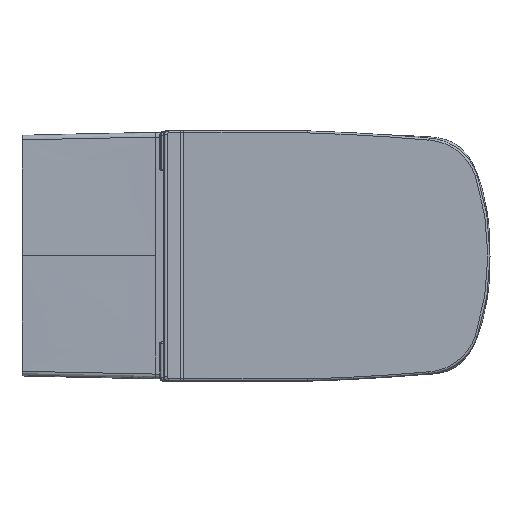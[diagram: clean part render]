
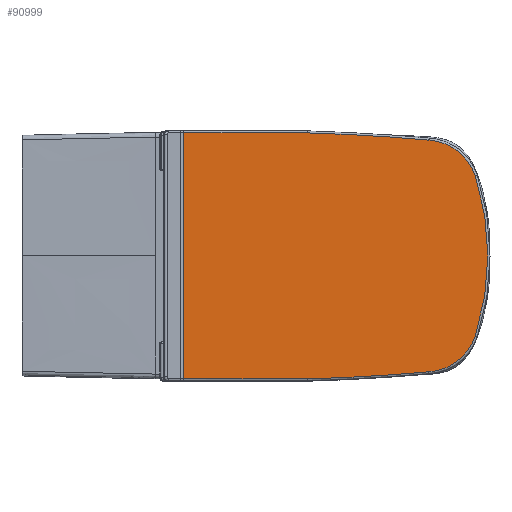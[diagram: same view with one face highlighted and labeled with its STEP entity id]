
A CAD part, top view. The second image highlights one B-rep face of the part: STEP entity #90999.
In plain terms, the highlighted face is planar.
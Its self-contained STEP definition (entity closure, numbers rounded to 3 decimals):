
#90443=CARTESIAN_POINT('',(-231.257,-5.689,66.744));
#90444=VERTEX_POINT('',#90443);
#90458=CARTESIAN_POINT('',(-162.092,-5.689,13.684));
#90459=VERTEX_POINT('',#90458);
#90460=CARTESIAN_POINT('',(-157.407,-5.689,91.401));
#90461=DIRECTION('',(0.,-1.,0.));
#90462=DIRECTION('',(-0.609,0.,-0.793));
#90463=AXIS2_PLACEMENT_3D('',#90460,#90461,#90462);
#90464=CIRCLE('',#90463,77.858);
#90465=EDGE_CURVE('',#90444,#90459,#90464,.T.);
#90493=CARTESIAN_POINT('',(19.436,-5.689,3.));
#90494=VERTEX_POINT('',#90493);
#90495=CARTESIAN_POINT('',(113.595,-5.689,3150.249));
#90496=DIRECTION('',(0.,-1.,0.));
#90497=DIRECTION('',(-0.059,0.,-0.998));
#90498=AXIS2_PLACEMENT_3D('',#90495,#90496,#90497);
#90499=CIRCLE('',#90498,3148.657);
#90500=EDGE_CURVE('',#90459,#90494,#90499,.T.);
#90527=CARTESIAN_POINT('',(204.685,-5.689,371.0));
#90528=VERTEX_POINT('',#90527);
#90536=CARTESIAN_POINT('',(19.435,-5.689,371.));
#90537=VERTEX_POINT('',#90536);
#90538=CARTESIAN_POINT('',(204.685,-5.689,371.0));
#90539=DIRECTION('',(-1.0,0.0,0.0));
#90540=VECTOR('',#90539,185.25);
#90541=LINE('',#90538,#90540);
#90542=EDGE_CURVE('',#90528,#90537,#90541,.T.);
#90833=CARTESIAN_POINT('',(204.685,-5.689,3.));
#90834=VERTEX_POINT('',#90833);
#90859=CARTESIAN_POINT('',(19.436,-5.689,3.));
#90860=DIRECTION('',(1.0,0.0,0.0));
#90861=VECTOR('',#90860,185.25);
#90862=LINE('',#90859,#90861);
#90863=EDGE_CURVE('',#90494,#90834,#90862,.T.);
#90886=CARTESIAN_POINT('',(-162.092,-5.689,360.316));
#90887=VERTEX_POINT('',#90886);
#90888=CARTESIAN_POINT('',(113.595,-5.689,-2776.249));
#90889=DIRECTION('',(0.,-1.,0.));
#90890=DIRECTION('',(-0.059,0.,0.998));
#90891=AXIS2_PLACEMENT_3D('',#90888,#90889,#90890);
#90892=CIRCLE('',#90891,3148.657);
#90893=EDGE_CURVE('',#90537,#90887,#90892,.T.);
#90918=CARTESIAN_POINT('',(-231.257,-5.689,307.256));
#90919=VERTEX_POINT('',#90918);
#90920=CARTESIAN_POINT('',(-157.407,-5.689,282.599));
#90921=DIRECTION('',(0.,-1.,0.));
#90922=DIRECTION('',(-0.609,0.,0.793));
#90923=AXIS2_PLACEMENT_3D('',#90920,#90921,#90922);
#90924=CIRCLE('',#90923,77.858);
#90925=EDGE_CURVE('',#90887,#90919,#90924,.T.);
#90969=CARTESIAN_POINT('',(138.161,-5.689,187.));
#90970=DIRECTION('',(0.0,-1.0,0.0));
#90971=DIRECTION('',(-1.0,0.0,0.0));
#90972=AXIS2_PLACEMENT_3D('',#90969,#90970,#90971);
#90973=CIRCLE('',#90972,388.498);
#90974=EDGE_CURVE('',#90919,#90444,#90973,.T.);
#90979=CARTESIAN_POINT('',(-254.405,-5.689,0.0));
#90980=DIRECTION('',(0.0,1.0,0.0));
#90981=DIRECTION('',(0.0,0.0,1.0));
#90982=AXIS2_PLACEMENT_3D('',#90979,#90980,#90981);
#90983=PLANE('',#90982);
#90984=ORIENTED_EDGE('',*,*,#90863,.F.);
#90985=ORIENTED_EDGE('',*,*,#90500,.F.);
#90986=ORIENTED_EDGE('',*,*,#90465,.F.);
#90987=ORIENTED_EDGE('',*,*,#90974,.F.);
#90988=ORIENTED_EDGE('',*,*,#90925,.F.);
#90989=ORIENTED_EDGE('',*,*,#90893,.F.);
#90990=ORIENTED_EDGE('',*,*,#90542,.F.);
#90991=CARTESIAN_POINT('',(204.685,-5.689,3.));
#90992=DIRECTION('',(0.0,0.0,1.0));
#90993=VECTOR('',#90992,368.0);
#90994=LINE('',#90991,#90993);
#90995=EDGE_CURVE('',#90834,#90528,#90994,.T.);
#90996=ORIENTED_EDGE('',*,*,#90995,.F.);
#90997=EDGE_LOOP('',(#90984,#90985,#90986,#90987,#90988,#90989,#90990,#90996));
#90998=FACE_OUTER_BOUND('',#90997,.T.);
#90999=ADVANCED_FACE('',(#90998),#90983,.T.);
